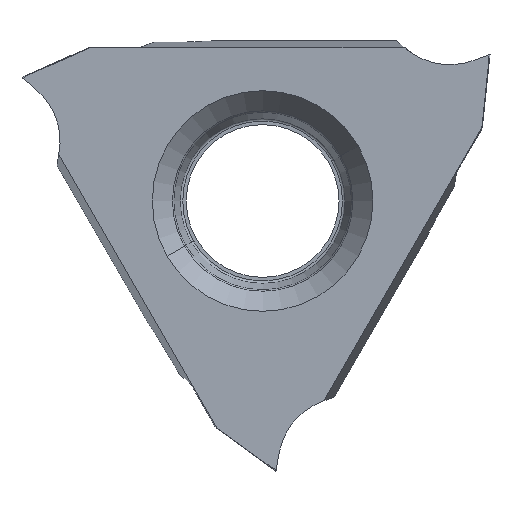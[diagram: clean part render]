
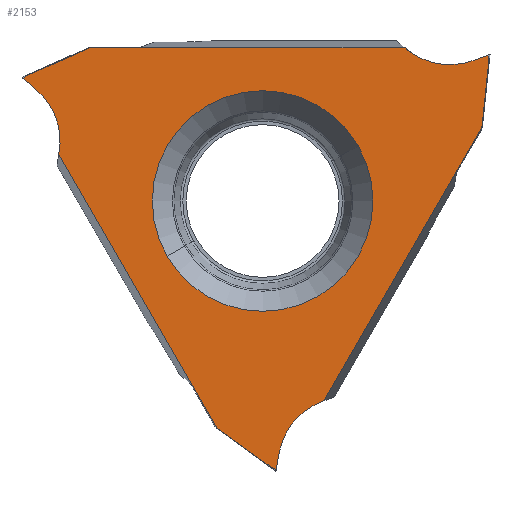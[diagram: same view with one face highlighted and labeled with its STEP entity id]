
A CAD part, left-side view. The second image highlights one B-rep face of the part: STEP entity #2153.
In plain terms, the highlighted planar face has unit normal (-1, 0, 0).
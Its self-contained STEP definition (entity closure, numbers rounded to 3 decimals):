
#223=CARTESIAN_POINT('',(0.,5.106,4.509));
#300=CARTESIAN_POINT('',(0.,-4.199,4.509));
#308=DIRECTION('',(0.,1.,0.));
#309=VECTOR('',#308,9.305);
#310=CARTESIAN_POINT('',(0.,-4.199,4.509));
#311=LINE('',#310,#309);
#315=DIRECTION('',(0.,0.809,0.588));
#316=VECTOR('',#315,2.014);
#317=CARTESIAN_POINT('',(0.,-0.277,-7.86));
#318=LINE('',#317,#316);
#322=CARTESIAN_POINT('',(0.,7.969,1.767));
#323=DIRECTION('',(1.,0.,0.));
#324=DIRECTION('',(0.,-0.999,-0.034));
#325=AXIS2_PLACEMENT_3D('',#322,#323,#324);
#330=CARTESIAN_POINT('',(0.,5.969,1.698));
#331=CARTESIAN_POINT('',(0.,5.966,1.785));
#332=CARTESIAN_POINT('',(0.,5.971,1.958));
#333=CARTESIAN_POINT('',(0.,6.013,2.214));
#334=CARTESIAN_POINT('',(0.,6.087,2.463));
#335=CARTESIAN_POINT('',(0.,6.193,2.7));
#336=CARTESIAN_POINT('',(0.,6.328,2.922));
#337=CARTESIAN_POINT('',(0.,6.491,3.124));
#338=CARTESIAN_POINT('',(0.,6.616,3.243));
#339=CARTESIAN_POINT('',(0.,6.682,3.299));
#344=DIRECTION('',(0.,-0.788,0.616));
#345=VECTOR('',#344,0.133);
#346=CARTESIAN_POINT('',(0.,7.051,3.608));
#347=LINE('',#346,#345);
#351=DIRECTION('',(0.,-0.914,0.407));
#352=VECTOR('',#351,2.014);
#353=CARTESIAN_POINT('',(0.,6.946,3.69));
#354=LINE('',#353,#352);
#358=CARTESIAN_POINT('',(0.,-5.514,6.018));
#359=DIRECTION('',(1.,0.,0.));
#360=DIRECTION('',(0.,0.53,-0.848));
#361=AXIS2_PLACEMENT_3D('',#358,#359,#360);
#366=CARTESIAN_POINT('',(0.,-4.455,4.32));
#367=CARTESIAN_POINT('',(0.,-4.529,4.274));
#368=CARTESIAN_POINT('',(0.,-4.681,4.192));
#369=CARTESIAN_POINT('',(0.,-4.924,4.1));
#370=CARTESIAN_POINT('',(0.,-5.176,4.04));
#371=CARTESIAN_POINT('',(0.,-5.435,4.013));
#372=CARTESIAN_POINT('',(0.,-5.694,4.019));
#373=CARTESIAN_POINT('',(0.,-5.951,4.059));
#374=CARTESIAN_POINT('',(0.,-6.117,4.108));
#375=CARTESIAN_POINT('',(0.,-6.198,4.137));
#380=DIRECTION('',(0.,-0.139,-0.99));
#381=VECTOR('',#380,0.133);
#382=CARTESIAN_POINT('',(0.,-6.65,4.302));
#383=LINE('',#382,#381);
#387=DIRECTION('',(0.,0.105,-0.995));
#388=VECTOR('',#387,2.014);
#389=CARTESIAN_POINT('',(0.,-6.669,4.17));
#390=LINE('',#389,#388);
#394=CARTESIAN_POINT('',(0.,-2.454,-7.784));
#395=DIRECTION('',(1.,0.,0.));
#396=DIRECTION('',(0.,0.47,0.883));
#397=AXIS2_PLACEMENT_3D('',#394,#395,#396);
#402=CARTESIAN_POINT('',(0.,-1.514,-6.018));
#403=CARTESIAN_POINT('',(0.,-1.437,-6.059));
#404=CARTESIAN_POINT('',(0.,-1.29,-6.15));
#405=CARTESIAN_POINT('',(0.,-1.089,-6.314));
#406=CARTESIAN_POINT('',(0.,-0.91,-6.503));
#407=CARTESIAN_POINT('',(0.,-0.758,-6.713));
#408=CARTESIAN_POINT('',(0.,-0.634,-6.941));
#409=CARTESIAN_POINT('',(0.,-0.54,-7.183));
#410=CARTESIAN_POINT('',(0.,-0.499,-7.351));
#411=CARTESIAN_POINT('',(0.,-0.484,-7.436));
#416=DIRECTION('',(0.,0.927,0.375));
#417=VECTOR('',#416,0.133);
#418=CARTESIAN_POINT('',(0.,-0.4,-7.91));
#419=LINE('',#418,#417);
#423=CARTESIAN_POINT('',(0.,0.,0.));
#424=DIRECTION('',(1.,0.,0.));
#425=DIRECTION('',(0.,0.866,-0.5));
#426=AXIS2_PLACEMENT_3D('',#423,#424,#425);
#439=CARTESIAN_POINT('',(0.,0.,0.));
#440=DIRECTION('',(1.,0.,0.));
#441=DIRECTION('',(0.,-0.866,0.5));
#442=AXIS2_PLACEMENT_3D('',#439,#440,#441);
#614=CARTESIAN_POINT('',(0.,1.352,-6.677));
#691=CARTESIAN_POINT('',(0.,6.005,1.382));
#700=DIRECTION('',(0.,-0.5,-0.866));
#701=VECTOR('',#700,9.305);
#702=CARTESIAN_POINT('',(0.,6.005,1.382));
#703=LINE('',#702,#701);
#777=CARTESIAN_POINT('',(0.,-0.4,-7.91));
#787=DIRECTION('',(0.,-0.174,0.985));
#788=VECTOR('',#787,0.481);
#789=CARTESIAN_POINT('',(0.,-0.4,-7.91));
#790=LINE('',#789,#788);
#938=CARTESIAN_POINT('',(0.,-6.458,2.167));
#1015=CARTESIAN_POINT('',(0.,-1.806,-5.891));
#1023=DIRECTION('',(0.,-0.5,0.866));
#1024=VECTOR('',#1023,9.305);
#1025=CARTESIAN_POINT('',(0.,-1.806,-5.891));
#1026=LINE('',#1025,#1024);
#1051=CARTESIAN_POINT('',(0.,-6.65,4.302));
#1061=DIRECTION('',(0.,0.94,-0.342));
#1062=VECTOR('',#1061,0.481);
#1063=CARTESIAN_POINT('',(0.,-6.65,4.302));
#1064=LINE('',#1063,#1062);
#1439=CARTESIAN_POINT('',(0.,7.051,3.608));
#1449=DIRECTION('',(0.,-0.766,-0.643));
#1450=VECTOR('',#1449,0.481);
#1451=CARTESIAN_POINT('',(0.,7.051,3.608));
#1452=LINE('',#1451,#1450);
#1700=CARTESIAN_POINT('',(0.,2.815,-1.625));
#1701=CARTESIAN_POINT('',(0.,-2.815,1.625));
#1702=VERTEX_POINT('',#1700);
#1703=VERTEX_POINT('',#1701);
#1709=VERTEX_POINT('',#330);
#1710=VERTEX_POINT('',#339);
#1711=VERTEX_POINT('',#691);
#1714=VERTEX_POINT('',#300);
#1718=CARTESIAN_POINT('',(0.,-4.454,4.32));
#1719=VERTEX_POINT('',#1718);
#1720=VERTEX_POINT('',#375);
#1723=VERTEX_POINT('',#1015);
#1727=CARTESIAN_POINT('',(0.,-1.514,-6.018));
#1728=VERTEX_POINT('',#1727);
#1729=VERTEX_POINT('',#411);
#1730=VERTEX_POINT('',#777);
#1732=VERTEX_POINT('',#1439);
#1734=VERTEX_POINT('',#1051);
#1737=VERTEX_POINT('',#614);
#1738=CARTESIAN_POINT('',(0.,-0.277,-7.86));
#1739=VERTEX_POINT('',#1738);
#1743=VERTEX_POINT('',#223);
#1744=CARTESIAN_POINT('',(0.,6.946,3.69));
#1745=VERTEX_POINT('',#1744);
#1749=VERTEX_POINT('',#938);
#1750=CARTESIAN_POINT('',(0.,-6.669,4.17));
#1751=VERTEX_POINT('',#1750);
#2108=CARTESIAN_POINT('',(0.,0.578,-10.999));
#2109=DIRECTION('',(-1.,0.,0.));
#2110=DIRECTION('',(0.,-0.866,0.5));
#2111=AXIS2_PLACEMENT_3D('',#2108,#2109,#2110);
#2112=PLANE('',#2111);
#2114=ORIENTED_EDGE('',*,*,#2113,.T.);
#2116=ORIENTED_EDGE('',*,*,#2115,.F.);
#2118=ORIENTED_EDGE('',*,*,#2117,.F.);
#2119=ORIENTED_EDGE('',*,*,#1960,.T.);
#2121=ORIENTED_EDGE('',*,*,#2120,.F.);
#2123=ORIENTED_EDGE('',*,*,#2122,.T.);
#2124=ORIENTED_EDGE('',*,*,#2099,.T.);
#2125=ORIENTED_EDGE('',*,*,#2088,.F.);
#2127=ORIENTED_EDGE('',*,*,#2126,.F.);
#2128=ORIENTED_EDGE('',*,*,#1858,.T.);
#2130=ORIENTED_EDGE('',*,*,#2129,.F.);
#2132=ORIENTED_EDGE('',*,*,#2131,.T.);
#2134=ORIENTED_EDGE('',*,*,#2133,.T.);
#2136=ORIENTED_EDGE('',*,*,#2135,.F.);
#2138=ORIENTED_EDGE('',*,*,#2137,.F.);
#2140=ORIENTED_EDGE('',*,*,#2139,.T.);
#2142=ORIENTED_EDGE('',*,*,#2141,.F.);
#2144=ORIENTED_EDGE('',*,*,#2143,.T.);
#2145=EDGE_LOOP('',(#2114,#2116,#2118,#2119,#2121,#2123,#2124,#2125,#2127,#2128,
#2130,#2132,#2134,#2136,#2138,#2140,#2142,#2144));
#2146=FACE_OUTER_BOUND('',#2145,.F.);
#2148=ORIENTED_EDGE('',*,*,#2147,.F.);
#2150=ORIENTED_EDGE('',*,*,#2149,.F.);
#2151=EDGE_LOOP('',(#2148,#2150));
#2152=FACE_BOUND('',#2151,.F.);
#326=CIRCLE('',#325,2.001);
#340=B_SPLINE_CURVE_WITH_KNOTS('',3,(#330,#331,#332,#333,#334,#335,#336,#337,
#338,#339),.UNSPECIFIED.,.F.,.F.,(4,1,1,1,1,1,1,4),(0.,0.143,
0.286,0.429,0.571,0.714,
0.857,1.),.UNSPECIFIED.);
#362=CIRCLE('',#361,2.001);
#376=B_SPLINE_CURVE_WITH_KNOTS('',3,(#366,#367,#368,#369,#370,#371,#372,#373,
#374,#375),.UNSPECIFIED.,.F.,.F.,(4,1,1,1,1,1,1,4),(0.,0.143,
0.286,0.429,0.571,0.714,
0.857,1.),.UNSPECIFIED.);
#398=CIRCLE('',#397,2.001);
#412=B_SPLINE_CURVE_WITH_KNOTS('',3,(#402,#403,#404,#405,#406,#407,#408,#409,
#410,#411),.UNSPECIFIED.,.F.,.F.,(4,1,1,1,1,1,1,4),(0.,0.143,
0.286,0.429,0.571,0.714,
0.857,1.),.UNSPECIFIED.);
#427=CIRCLE('',#426,3.25);
#443=CIRCLE('',#442,3.25);
#1858=EDGE_CURVE('',#1719,#1720,#376,.T.);
#1960=EDGE_CURVE('',#1709,#1710,#340,.T.);
#2088=EDGE_CURVE('',#1714,#1743,#311,.T.);
#2099=EDGE_CURVE('',#1745,#1743,#354,.T.);
#2113=EDGE_CURVE('',#1739,#1737,#318,.T.);
#2115=EDGE_CURVE('',#1711,#1737,#703,.T.);
#2117=EDGE_CURVE('',#1709,#1711,#326,.T.);
#2120=EDGE_CURVE('',#1732,#1710,#1452,.T.);
#2122=EDGE_CURVE('',#1732,#1745,#347,.T.);
#2126=EDGE_CURVE('',#1719,#1714,#362,.T.);
#2129=EDGE_CURVE('',#1734,#1720,#1064,.T.);
#2131=EDGE_CURVE('',#1734,#1751,#383,.T.);
#2133=EDGE_CURVE('',#1751,#1749,#390,.T.);
#2135=EDGE_CURVE('',#1723,#1749,#1026,.T.);
#2137=EDGE_CURVE('',#1728,#1723,#398,.T.);
#2139=EDGE_CURVE('',#1728,#1729,#412,.T.);
#2141=EDGE_CURVE('',#1730,#1729,#790,.T.);
#2143=EDGE_CURVE('',#1730,#1739,#419,.T.);
#2147=EDGE_CURVE('',#1702,#1703,#427,.T.);
#2149=EDGE_CURVE('',#1703,#1702,#443,.T.);
#2153=ADVANCED_FACE('',(#2146,#2152),#2112,.T.);
